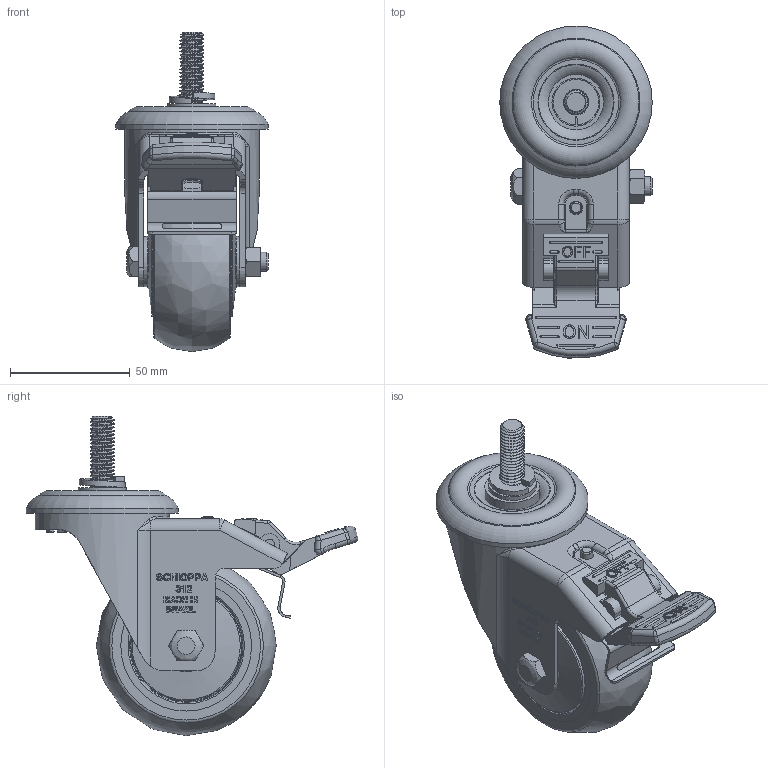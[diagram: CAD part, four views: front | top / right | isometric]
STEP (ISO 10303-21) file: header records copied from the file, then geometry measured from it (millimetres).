
FILE_DESCRIPTION(/* description */ (''),/* implementation_level */ '2;1');
FILE_NAME(/* name */ '31-SM10D3-1.step',/* time_stamp */ '2021-02-08T10:36:43-05:00',/* author */ (''),/* organization */ (''),/* preprocessor_version */ 'ST-DEVELOPER v18.1',/* originating_system */ 'Autodesk Translation Framework v9.7.1.1290',/* authorisation */ '');
FILE_SCHEMA (('AUTOMOTIVE_DESIGN { 1 0 10303 214 3 1 1 }'));
Products named in the file (12): 31-SM10D3-1; SC GERAL 312_GLES G; SC GLES 312 G; SC EIXO 312; RODA R 312 BPE NPE NTE SPE TBE TPE UPE; Caster Hardware v2; M10SMW-0 v1; 98689A117; M10LKW-0 v1; 94241A560; M10x40BHCS-0 v1; 94500A336
Assembly tree (11 placements, depth 4):
  31-SM10D3-1
    SC GERAL 312_GLES G
      SC GLES 312 G
    SC EIXO 312
    RODA R 312 BPE NPE NTE SPE TBE TPE UPE
    Caster Hardware v2
      M10SMW-0 v1
        98689A117
      M10LKW-0 v1
        94241A560
      M10x40BHCS-0 v1
        94500A336
Bounding box: 63.5 x 138.32 x 133.07 mm (x, y, z)
Volume: 162125.3 mm3; surface area: 118103.8 mm2
Topology: 79 solids, 79 shells, 1942 faces, 5151 edges, 3331 vertices
Faces by surface type: plane 937, cylinder 421, bspline 332, sphere 117, torus 85, cone 50
Full cylindrical faces by diameter (mm): 5 x1, 5.5 x2, 7.9 x1, 8 x1, 8.051 x26, 8.1 x5, 9.5 x1, 10 x27, 10.5 x1, 12.18 x2, 12.2 x2, 12.8 x2, 13.2 x1, 14.299 x1, 15.701 x1, 17 x2, 17.8 x4, 18 x1, 20 x1, 21 x4, 22 x2, 23 x1, 24 x2, 45.2 x1, 46 x2, 49 x1, 51.5 x1, 56 x1, 63.494 x1
Entity records: 84424 total; most frequent: CARTESIAN_POINT 38283, ORIENTED_EDGE 10050, DIRECTION 8499, EDGE_CURVE 5025, VERTEX_POINT 3331, AXIS2_PLACEMENT_3D 2838, LINE 2823, VECTOR 2823
